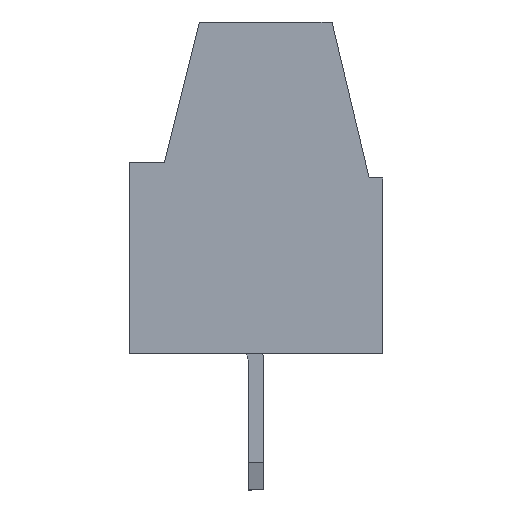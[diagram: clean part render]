
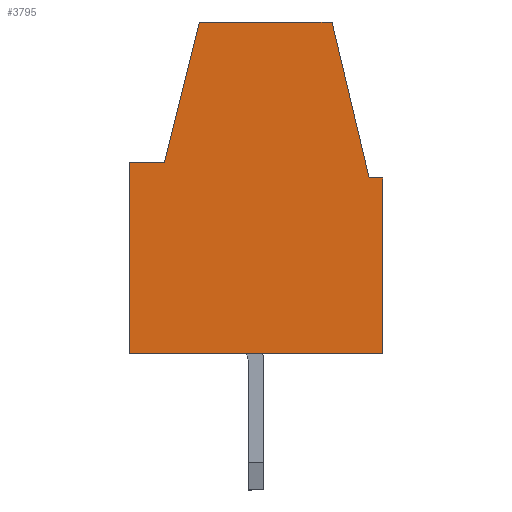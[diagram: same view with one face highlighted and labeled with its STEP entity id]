
A CAD part, left-side view. The second image highlights one B-rep face of the part: STEP entity #3795.
In plain terms, the highlighted planar face has unit normal (-1, 0, 0).
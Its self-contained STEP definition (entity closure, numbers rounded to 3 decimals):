
#455=ORIENTED_EDGE('',*,*,#1467,.T.);
#456=ORIENTED_EDGE('',*,*,#1233,.T.);
#457=ORIENTED_EDGE('',*,*,#1470,.T.);
#458=ORIENTED_EDGE('',*,*,#1475,.T.);
#459=ORIENTED_EDGE('',*,*,#1484,.T.);
#460=ORIENTED_EDGE('',*,*,#1250,.T.);
#461=ORIENTED_EDGE('',*,*,#1349,.T.);
#462=ORIENTED_EDGE('',*,*,#1487,.T.);
#1233=EDGE_CURVE('',#1776,#1777,#2132,.T.);
#1250=EDGE_CURVE('',#1792,#1793,#2147,.T.);
#1349=EDGE_CURVE('',#1793,#1884,#2246,.T.);
#1467=EDGE_CURVE('',#1977,#1776,#2358,.T.);
#1470=EDGE_CURVE('',#1777,#1979,#2361,.T.);
#1475=EDGE_CURVE('',#1979,#1981,#2366,.T.);
#1484=EDGE_CURVE('',#1981,#1792,#2375,.T.);
#1487=EDGE_CURVE('',#1884,#1977,#2378,.T.);
#1776=VERTEX_POINT('',#5592);
#1777=VERTEX_POINT('',#5593);
#1792=VERTEX_POINT('',#5627);
#1793=VERTEX_POINT('',#5628);
#1884=VERTEX_POINT('',#5824);
#1977=VERTEX_POINT('',#6055);
#1979=VERTEX_POINT('',#6061);
#1981=VERTEX_POINT('',#6068);
#2132=LINE('',#5591,#2621);
#2147=LINE('',#5626,#2636);
#2246=LINE('',#5823,#2735);
#2358=LINE('',#6054,#2847);
#2361=LINE('',#6060,#2850);
#2366=LINE('',#6069,#2855);
#2375=LINE('',#6084,#2864);
#2378=LINE('',#6089,#2867);
#2621=VECTOR('',#4588,1000.);
#2636=VECTOR('',#4611,1000.);
#2735=VECTOR('',#4722,1000.);
#2847=VECTOR('',#4886,1000.);
#2850=VECTOR('',#4891,1000.);
#2855=VECTOR('',#4898,1000.);
#2864=VECTOR('',#4909,1000.);
#2867=VECTOR('',#4914,1000.);
#3160=EDGE_LOOP('',(#455,#456,#457,#458,#459,#460,#461,#462));
#3395=FACE_BOUND('',#3160,.T.);
#3612=PLANE('',#4360);
#3795=ADVANCED_FACE('',(#3395),#3612,.T.);
#4360=AXIS2_PLACEMENT_3D('',#6092,#4918,#4919);
#4588=DIRECTION('',(0.,1.,0.));
#4611=DIRECTION('',(0.,-1.,0.));
#4722=DIRECTION('',(0.,0.,1.));
#4886=DIRECTION('',(0.,0.231,0.973));
#4891=DIRECTION('',(0.,0.243,-0.97));
#4898=DIRECTION('',(0.,1.,0.));
#4909=DIRECTION('',(0.,0.,-1.));
#4914=DIRECTION('',(0.,1.,0.));
#4918=DIRECTION('',(-1.,0.,0.));
#4919=DIRECTION('',(0.,0.,1.));
#5591=CARTESIAN_POINT('',(-4.01,-1.95,6.05));
#5592=CARTESIAN_POINT('',(-4.01,-1.95,6.05));
#5593=CARTESIAN_POINT('',(-4.01,1.45,6.05));
#5626=CARTESIAN_POINT('',(-4.01,3.25,-2.45));
#5627=CARTESIAN_POINT('',(-4.01,3.25,-2.45));
#5628=CARTESIAN_POINT('',(-4.01,-3.25,-2.45));
#5823=CARTESIAN_POINT('',(-4.01,-3.25,-2.45));
#5824=CARTESIAN_POINT('',(-4.01,-3.25,2.05));
#6054=CARTESIAN_POINT('',(-4.01,-2.9,2.05));
#6055=CARTESIAN_POINT('',(-4.01,-2.9,2.05));
#6060=CARTESIAN_POINT('',(-4.01,1.45,6.05));
#6061=CARTESIAN_POINT('',(-4.01,2.35,2.45));
#6068=CARTESIAN_POINT('',(-4.01,3.25,2.45));
#6069=CARTESIAN_POINT('',(-4.01,2.35,2.45));
#6084=CARTESIAN_POINT('',(-4.01,3.25,2.45));
#6089=CARTESIAN_POINT('',(-4.01,-3.25,2.05));
#6092=CARTESIAN_POINT('',(-4.01,0.,0.));
